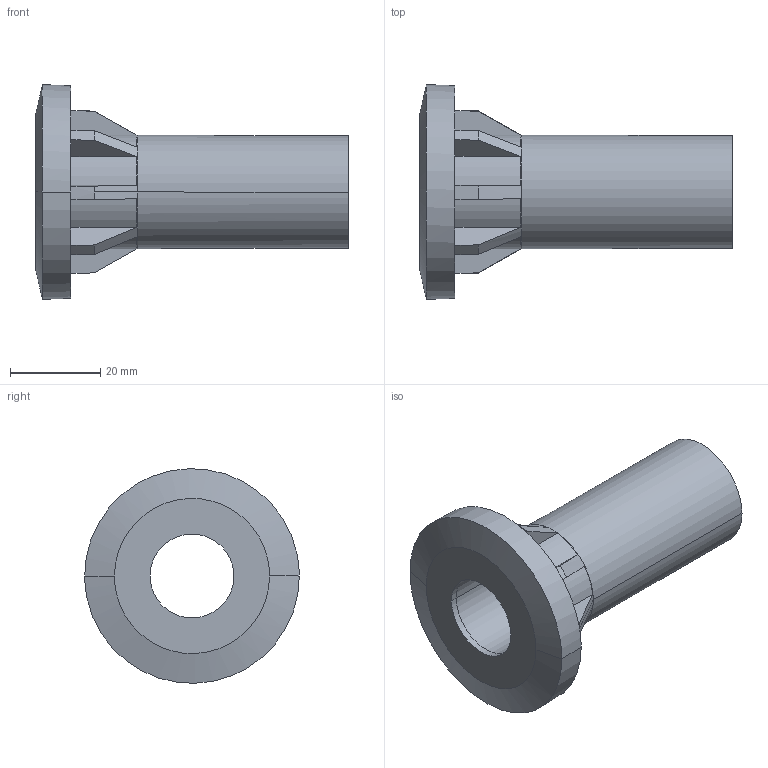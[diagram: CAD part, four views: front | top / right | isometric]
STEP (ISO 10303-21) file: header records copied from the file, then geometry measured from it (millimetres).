
FILE_DESCRIPTION(('STEP AP214'),'1');
FILE_NAME('cctmp_9E5F1DE0-458C-4982-A4BD-4F0ADA8FB959_2022_10_31_13_34_26_0436..stp','2022-10-31T12:34:26',('Praher Valves GmbH'),('CADClick - www.CADClick.com'),'Spatial InterOp 3D',' ','unknown authorization');
FILE_SCHEMA(('AUTOMOTIVE_DESIGN'));
Length unit declared in the file: millimetre
Products named in the file (1): 102527
Bounding box: 69.3 x 47.6 x 47.58 mm (x, y, z)
Volume: 25699.8 mm3; surface area: 13617.4 mm2
Topology: 1 solids, 1 shells, 47 faces, 126 edges, 82 vertices
Faces by surface type: bspline 28, plane 19
Entity records: 2692 total; most frequent: CARTESIAN_POINT 1360, ORIENTED_EDGE 252, EDGE_CURVE 126, DIRECTION 84, VERTEX_POINT 82, B_SPLINE_CURVE_WITH_KNOTS 82, EDGE_LOOP 50, STYLED_ITEM 48
